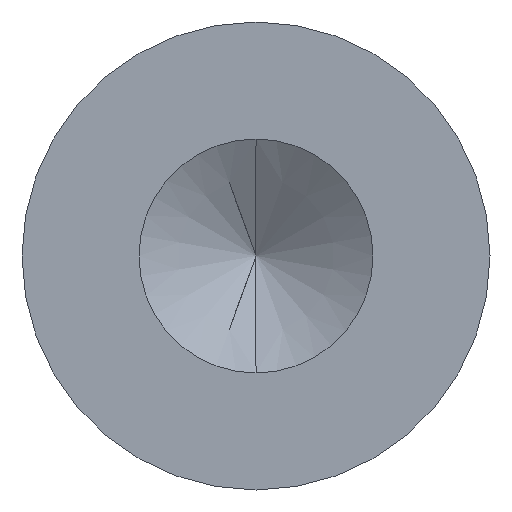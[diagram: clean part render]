
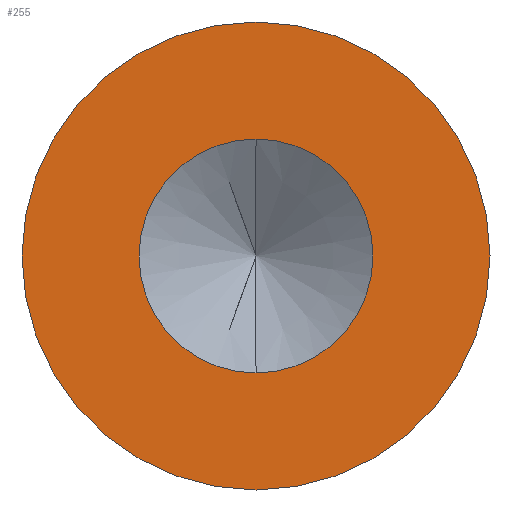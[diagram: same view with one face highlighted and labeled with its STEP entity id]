
A CAD part, front view. The second image highlights one B-rep face of the part: STEP entity #255.
In plain terms, the highlighted planar face has unit normal (0, -1, 0).
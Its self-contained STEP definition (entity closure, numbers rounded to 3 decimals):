
#6 = DIRECTION ( 'NONE',  ( 0., 1., 0. ) ) ;
#10 = VERTEX_POINT ( 'NONE', #289 ) ;
#11 = CARTESIAN_POINT ( 'NONE',  ( 0., 0., 0. ) ) ;
#19 = CARTESIAN_POINT ( 'NONE',  ( 0., 0., 5. ) ) ;
#28 = DIRECTION ( 'NONE',  ( 0., 1., 0. ) ) ;
#34 = CIRCLE ( 'NONE', #290, 5. ) ;
#35 = DIRECTION ( 'NONE',  ( 0., 0., 1. ) ) ;
#42 = CARTESIAN_POINT ( 'NONE',  ( 0., 0., -2.5 ) ) ;
#51 = AXIS2_PLACEMENT_3D ( 'NONE', #155, #6, #183 ) ;
#59 = EDGE_CURVE ( 'NONE', #150, #10, #60, .T. ) ;
#60 = CIRCLE ( 'NONE', #296, 2.5 ) ;
#70 = FACE_BOUND ( 'NONE', #286, .T. ) ;
#76 = VERTEX_POINT ( 'NONE', #201 ) ;
#93 = DIRECTION ( 'NONE',  ( 0., -1., 0. ) ) ;
#100 = EDGE_LOOP ( 'NONE', ( #152, #198 ) ) ;
#108 = VERTEX_POINT ( 'NONE', #19 ) ;
#127 = CARTESIAN_POINT ( 'NONE',  ( 0., 0., 0. ) ) ;
#129 = DIRECTION ( 'NONE',  ( 0., -1., 0. ) ) ;
#150 = VERTEX_POINT ( 'NONE', #42 ) ;
#152 = ORIENTED_EDGE ( 'NONE', *, *, #249, .F. ) ;
#155 = CARTESIAN_POINT ( 'NONE',  ( 0., 0., 0. ) ) ;
#179 = AXIS2_PLACEMENT_3D ( 'NONE', #295, #129, #325 ) ;
#183 = DIRECTION ( 'NONE',  ( 0., 0., 1. ) ) ;
#186 = DIRECTION ( 'NONE',  ( 0., 1., 0. ) ) ;
#192 = AXIS2_PLACEMENT_3D ( 'NONE', #127, #28, #212 ) ;
#198 = ORIENTED_EDGE ( 'NONE', *, *, #322, .F. ) ;
#201 = CARTESIAN_POINT ( 'NONE',  ( 0., 0., -5. ) ) ;
#212 = DIRECTION ( 'NONE',  ( 0., 0., 1. ) ) ;
#221 = ORIENTED_EDGE ( 'NONE', *, *, #259, .F. ) ;
#228 = FACE_OUTER_BOUND ( 'NONE', #100, .T. ) ;
#239 = CIRCLE ( 'NONE', #179, 2.5 ) ;
#249 = EDGE_CURVE ( 'NONE', #76, #108, #260, .T. ) ;
#255 = ADVANCED_FACE ( 'NONE', ( #70, #228 ), #294, .F. ) ;
#257 = DIRECTION ( 'NONE',  ( 0., 0., -1. ) ) ;
#259 = EDGE_CURVE ( 'NONE', #10, #150, #239, .T. ) ;
#260 = CIRCLE ( 'NONE', #51, 5. ) ;
#284 = CARTESIAN_POINT ( 'NONE',  ( 0., 0., 0. ) ) ;
#286 = EDGE_LOOP ( 'NONE', ( #331, #221 ) ) ;
#289 = CARTESIAN_POINT ( 'NONE',  ( 0., 0., 2.5 ) ) ;
#290 = AXIS2_PLACEMENT_3D ( 'NONE', #11, #186, #35 ) ;
#294 = PLANE ( 'NONE',  #192 ) ;
#295 = CARTESIAN_POINT ( 'NONE',  ( 0., 0., 0. ) ) ;
#296 = AXIS2_PLACEMENT_3D ( 'NONE', #284, #93, #257 ) ;
#322 = EDGE_CURVE ( 'NONE', #108, #76, #34, .T. ) ;
#325 = DIRECTION ( 'NONE',  ( 0., 0., -1. ) ) ;
#331 = ORIENTED_EDGE ( 'NONE', *, *, #59, .F. ) ;
